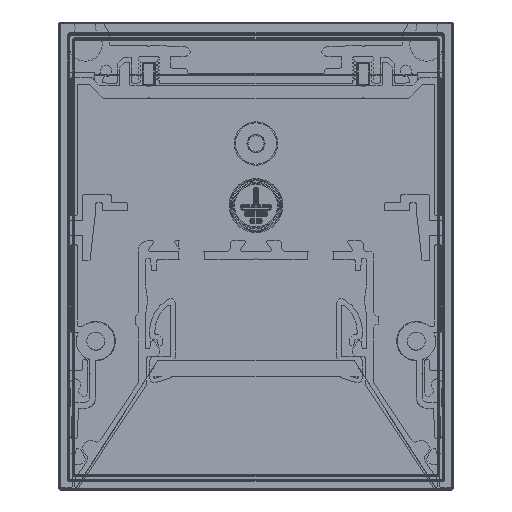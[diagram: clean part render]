
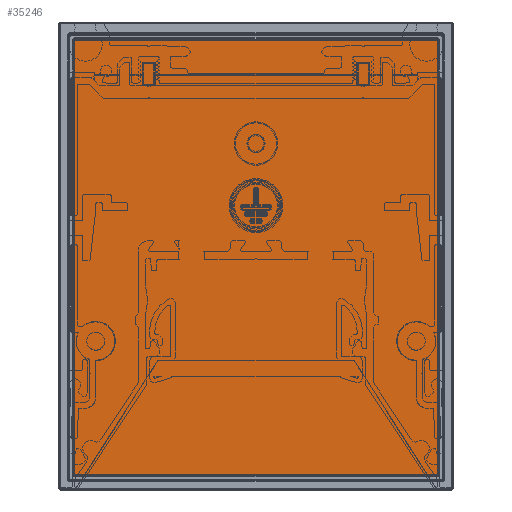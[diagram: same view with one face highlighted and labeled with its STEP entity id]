
A CAD part, front view. The second image highlights one B-rep face of the part: STEP entity #35246.
In plain terms, the highlighted planar face has unit normal (0, -1, 0).
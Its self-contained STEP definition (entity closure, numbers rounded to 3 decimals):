
#3655=FACE_OUTER_BOUND('',#5760,.T.);
#5760=EDGE_LOOP('',(#30154,#30155,#30156,#30157,#30158,#30159,#30160,#30161));
#7805=CIRCLE('',#38536,0.001);
#7810=CIRCLE('',#38542,0.001);
#8025=CIRCLE('',#39009,0.001);
#8029=CIRCLE('',#39014,0.001);
#10064=LINE('',#63775,#12804);
#10323=LINE('',#66777,#13063);
#10325=LINE('',#66814,#13065);
#10327=LINE('',#66847,#13067);
#12804=VECTOR('',#46992,10.);
#13063=VECTOR('',#48181,10.);
#13065=VECTOR('',#48195,10.);
#13067=VECTOR('',#48205,10.);
#16289=VERTEX_POINT('',#63763);
#16291=VERTEX_POINT('',#63766);
#16293=VERTEX_POINT('',#63772);
#16295=VERTEX_POINT('',#63802);
#16604=VERTEX_POINT('',#66776);
#16605=VERTEX_POINT('',#66804);
#16607=VERTEX_POINT('',#66810);
#16609=VERTEX_POINT('',#66840);
#20730=EDGE_CURVE('',#16291,#16289,#7805,.T.);
#20734=EDGE_CURVE('',#16289,#16293,#10064,.T.);
#20737=EDGE_CURVE('',#16293,#16295,#7810,.T.);
#21318=EDGE_CURVE('',#16291,#16604,#10323,.T.);
#21322=EDGE_CURVE('',#16604,#16605,#8025,.T.);
#21325=EDGE_CURVE('',#16605,#16607,#10325,.T.);
#21328=EDGE_CURVE('',#16607,#16609,#8029,.T.);
#21330=EDGE_CURVE('',#16609,#16295,#10327,.T.);
#30154=ORIENTED_EDGE('',*,*,#21330,.F.);
#30155=ORIENTED_EDGE('',*,*,#21328,.F.);
#30156=ORIENTED_EDGE('',*,*,#21325,.F.);
#30157=ORIENTED_EDGE('',*,*,#21322,.F.);
#30158=ORIENTED_EDGE('',*,*,#21318,.F.);
#30159=ORIENTED_EDGE('',*,*,#20730,.T.);
#30160=ORIENTED_EDGE('',*,*,#20734,.T.);
#30161=ORIENTED_EDGE('',*,*,#20737,.T.);
#33570=PLANE('',#39019);
#35246=ADVANCED_FACE('',(#3655),#33570,.F.);
#38536=AXIS2_PLACEMENT_3D('',#63767,#46982,#46983);
#38542=AXIS2_PLACEMENT_3D('',#63805,#46996,#46997);
#39009=AXIS2_PLACEMENT_3D('',#66808,#48188,#48189);
#39014=AXIS2_PLACEMENT_3D('',#66844,#48200,#48201);
#39019=AXIS2_PLACEMENT_3D('',#66854,#48215,#48216);
#46982=DIRECTION('center_axis',(0.,-1.,0.));
#46983=DIRECTION('ref_axis',(0.707,0.,-0.707));
#46992=DIRECTION('',(0.,0.,1.));
#46996=DIRECTION('center_axis',(0.,-1.,0.));
#46997=DIRECTION('ref_axis',(0.707,0.,0.707));
#48181=DIRECTION('',(-1.,0.,0.));
#48188=DIRECTION('center_axis',(0.,1.,0.));
#48189=DIRECTION('ref_axis',(-0.707,0.,-0.707));
#48195=DIRECTION('',(0.,0.,1.));
#48200=DIRECTION('center_axis',(0.,1.,0.));
#48201=DIRECTION('ref_axis',(-0.707,0.,0.707));
#48205=DIRECTION('',(1.,0.,0.));
#48215=DIRECTION('center_axis',(0.,1.,0.));
#48216=DIRECTION('ref_axis',(1.,0.,0.));
#63763=CARTESIAN_POINT('',(35.008,-705.5,-77.507));
#63766=CARTESIAN_POINT('',(35.007,-705.5,-77.508));
#63767=CARTESIAN_POINT('Origin',(35.007,-705.5,-77.507));
#63772=CARTESIAN_POINT('',(35.008,-705.5,6.507));
#63775=CARTESIAN_POINT('',(35.008,-705.5,-14.4));
#63802=CARTESIAN_POINT('',(35.007,-705.5,6.508));
#63805=CARTESIAN_POINT('Origin',(35.007,-705.5,6.507));
#66776=CARTESIAN_POINT('',(-35.007,-705.5,-77.508));
#66777=CARTESIAN_POINT('',(-17.6,-705.5,-77.508));
#66804=CARTESIAN_POINT('',(-35.008,-705.5,-77.507));
#66808=CARTESIAN_POINT('Origin',(-35.007,-705.5,-77.507));
#66810=CARTESIAN_POINT('',(-35.008,-705.5,6.507));
#66814=CARTESIAN_POINT('',(-35.008,-705.5,-14.4));
#66840=CARTESIAN_POINT('',(-35.007,-705.5,6.508));
#66844=CARTESIAN_POINT('Origin',(-35.007,-705.5,6.507));
#66847=CARTESIAN_POINT('',(17.6,-705.5,6.508));
#66854=CARTESIAN_POINT('Origin',(0.,-705.5,-35.5));
